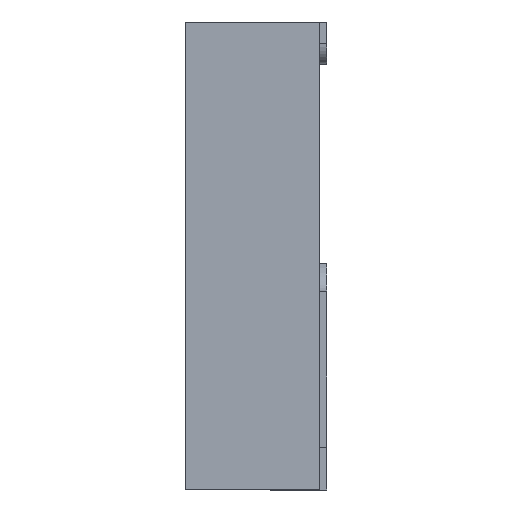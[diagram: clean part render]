
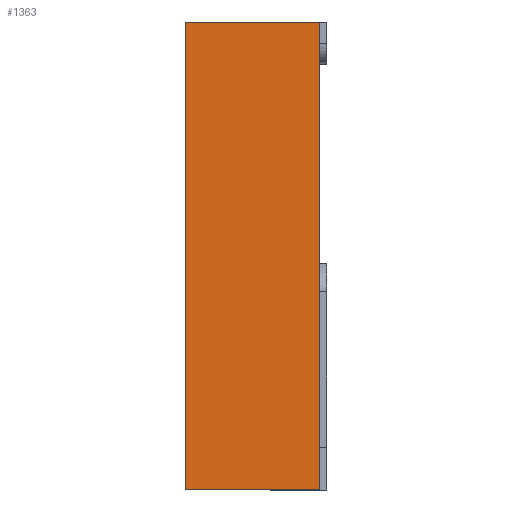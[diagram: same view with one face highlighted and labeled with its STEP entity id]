
A CAD part, left-side view. The second image highlights one B-rep face of the part: STEP entity #1363.
In plain terms, the highlighted planar face has unit normal (-1, 0, 0).
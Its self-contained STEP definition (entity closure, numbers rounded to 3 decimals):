
#147 = ORIENTED_EDGE ( 'NONE', *, *, #1402, .F. ) ;
#485 = LINE ( 'NONE', #552, #1631 ) ;
#552 = CARTESIAN_POINT ( 'NONE',  ( -1.65, 0., 1.65 ) ) ;
#564 = PLANE ( 'NONE',  #772 ) ;
#772 = AXIS2_PLACEMENT_3D ( 'NONE', #792, #1247, #1491 ) ;
#792 = CARTESIAN_POINT ( 'NONE',  ( -1.65, 0.95, 1.65 ) ) ;
#946 = ORIENTED_EDGE ( 'NONE', *, *, #1839, .T. ) ;
#1040 = DIRECTION ( 'NONE',  ( 0., 0., 1. ) ) ;
#1083 = CARTESIAN_POINT ( 'NONE',  ( -1.65, 0., 1.65 ) ) ;
#1235 = ORIENTED_EDGE ( 'NONE', *, *, #2360, .F. ) ;
#1242 = EDGE_CURVE ( 'NONE', #1300, #1942, #485, .T. ) ;
#1247 = DIRECTION ( 'NONE',  ( 1., 0., 0. ) ) ;
#1265 = CARTESIAN_POINT ( 'NONE',  ( -1.65, 0.95, 1.65 ) ) ;
#1300 = VERTEX_POINT ( 'NONE', #1463 ) ;
#1343 = VECTOR ( 'NONE', #1513, 1000. ) ;
#1363 = ADVANCED_FACE ( 'NONE', ( #1957 ), #564, .F. ) ;
#1402 = EDGE_CURVE ( 'NONE', #2468, #1942, #2097, .T. ) ;
#1463 = CARTESIAN_POINT ( 'NONE',  ( -1.65, 0., -1.65 ) ) ;
#1475 = VERTEX_POINT ( 'NONE', #2490 ) ;
#1491 = DIRECTION ( 'NONE',  ( 0., 0., -1. ) ) ;
#1513 = DIRECTION ( 'NONE',  ( 0., -1., 0. ) ) ;
#1530 = CARTESIAN_POINT ( 'NONE',  ( -1.65, 0.95, 1.65 ) ) ;
#1631 = VECTOR ( 'NONE', #2382, 1000. ) ;
#1750 = LINE ( 'NONE', #1265, #2837 ) ;
#1839 = EDGE_CURVE ( 'NONE', #1475, #1300, #2006, .T. ) ;
#1942 = VERTEX_POINT ( 'NONE', #1083 ) ;
#1957 = FACE_OUTER_BOUND ( 'NONE', #2587, .T. ) ;
#2006 = LINE ( 'NONE', #2623, #2040 ) ;
#2040 = VECTOR ( 'NONE', #2791, 1000. ) ;
#2051 = ORIENTED_EDGE ( 'NONE', *, *, #1242, .T. ) ;
#2097 = LINE ( 'NONE', #1530, #1343 ) ;
#2227 = CARTESIAN_POINT ( 'NONE',  ( -1.65, 0.95, 1.65 ) ) ;
#2360 = EDGE_CURVE ( 'NONE', #1475, #2468, #1750, .T. ) ;
#2382 = DIRECTION ( 'NONE',  ( 0., 0., 1. ) ) ;
#2468 = VERTEX_POINT ( 'NONE', #2227 ) ;
#2490 = CARTESIAN_POINT ( 'NONE',  ( -1.65, 0.95, -1.65 ) ) ;
#2587 = EDGE_LOOP ( 'NONE', ( #2051, #147, #1235, #946 ) ) ;
#2623 = CARTESIAN_POINT ( 'NONE',  ( -1.65, 0.95, -1.65 ) ) ;
#2791 = DIRECTION ( 'NONE',  ( 0., -1., 0. ) ) ;
#2837 = VECTOR ( 'NONE', #1040, 1000. ) ;
